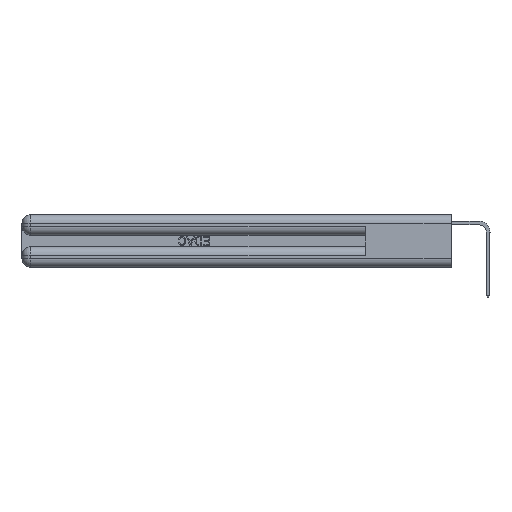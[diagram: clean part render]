
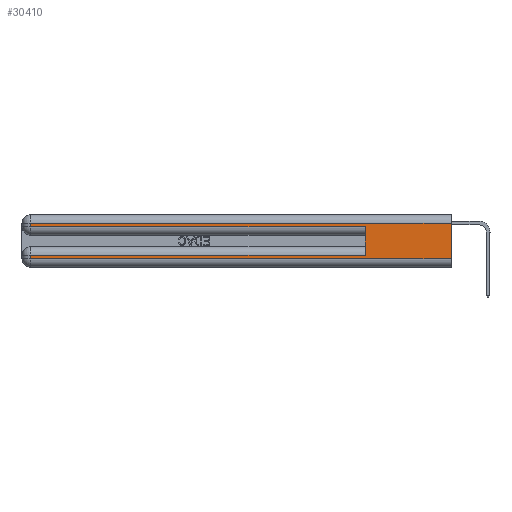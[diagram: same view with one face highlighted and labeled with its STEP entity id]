
A CAD part, left-side view. The second image highlights one B-rep face of the part: STEP entity #30410.
In plain terms, the highlighted planar face has unit normal (-1, 0, 0).
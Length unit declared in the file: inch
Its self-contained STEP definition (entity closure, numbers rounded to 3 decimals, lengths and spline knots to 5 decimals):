
#388 = LINE ( 'NONE', #4590, #14888 ) ;
#428 = CARTESIAN_POINT ( 'NONE',  ( 0., 0., 0.31 ) ) ;
#2189 = EDGE_CURVE ( 'NONE', #29863, #29654, #388, .T. ) ;
#3237 = ORIENTED_EDGE ( 'NONE', *, *, #31260, .F. ) ;
#4120 = VECTOR ( 'NONE', #18531, 39.37008 ) ;
#4590 = CARTESIAN_POINT ( 'NONE',  ( 0., 0., 0.06 ) ) ;
#4812 = DIRECTION ( 'NONE',  ( 1., 0., 0. ) ) ;
#5990 = VERTEX_POINT ( 'NONE', #22734 ) ;
#7282 = EDGE_LOOP ( 'NONE', ( #3237, #17726, #32992, #12183, #28339, #14745, #30877, #10079 ) ) ;
#7336 = LINE ( 'NONE', #15076, #28980 ) ;
#8398 = CARTESIAN_POINT ( 'NONE',  ( 0., 0.6, 0.145 ) ) ;
#8724 = VECTOR ( 'NONE', #17797, 39.37008 ) ;
#10033 = CARTESIAN_POINT ( 'NONE',  ( 0., 0., 0.37 ) ) ;
#10079 = ORIENTED_EDGE ( 'NONE', *, *, #2189, .T. ) ;
#10855 = EDGE_CURVE ( 'NONE', #27360, #14683, #30123, .T. ) ;
#12183 = ORIENTED_EDGE ( 'NONE', *, *, #29726, .T. ) ;
#12683 = EDGE_CURVE ( 'NONE', #14683, #29863, #25801, .T. ) ;
#12765 = DIRECTION ( 'NONE',  ( 0., 0., -1. ) ) ;
#13173 = CARTESIAN_POINT ( 'NONE',  ( 0., 0., 0.085 ) ) ;
#14296 = LINE ( 'NONE', #428, #34225 ) ;
#14666 = VERTEX_POINT ( 'NONE', #16783 ) ;
#14683 = VERTEX_POINT ( 'NONE', #19517 ) ;
#14745 = ORIENTED_EDGE ( 'NONE', *, *, #10855, .T. ) ;
#14888 = VECTOR ( 'NONE', #20994, 39.37008 ) ;
#15076 = CARTESIAN_POINT ( 'NONE',  ( 0., 2.94, 0.37 ) ) ;
#15363 = EDGE_CURVE ( 'NONE', #24107, #14666, #7336, .T. ) ;
#15706 = VECTOR ( 'NONE', #15912, 39.37008 ) ;
#15787 = CARTESIAN_POINT ( 'NONE',  ( 0., 2.94, 0.37 ) ) ;
#15912 = DIRECTION ( 'NONE',  ( 0., 1., 0. ) ) ;
#16315 = FACE_OUTER_BOUND ( 'NONE', #7282, .T. ) ;
#16776 = CARTESIAN_POINT ( 'NONE',  ( 0., 2.94, 0.31 ) ) ;
#16783 = CARTESIAN_POINT ( 'NONE',  ( 0., 2.94, 0.285 ) ) ;
#17208 = VECTOR ( 'NONE', #24654, 39.37008 ) ;
#17726 = ORIENTED_EDGE ( 'NONE', *, *, #34212, .T. ) ;
#17797 = DIRECTION ( 'NONE',  ( 0., -1., 0. ) ) ;
#18531 = DIRECTION ( 'NONE',  ( 0., 0., -1. ) ) ;
#19517 = CARTESIAN_POINT ( 'NONE',  ( 0., 2.94, 0.085 ) ) ;
#20994 = DIRECTION ( 'NONE',  ( 0., -1., 0. ) ) ;
#21093 = CARTESIAN_POINT ( 'NONE',  ( 0., 0., 0.37 ) ) ;
#21125 = CARTESIAN_POINT ( 'NONE',  ( 0., 2.94, 0.06 ) ) ;
#21840 = VERTEX_POINT ( 'NONE', #26464 ) ;
#22734 = CARTESIAN_POINT ( 'NONE',  ( 0., 0.6, 0.285 ) ) ;
#22908 = CARTESIAN_POINT ( 'NONE',  ( 0., 0., 0.06 ) ) ;
#23167 = DIRECTION ( 'NONE',  ( 0., 0., -1. ) ) ;
#23820 = DIRECTION ( 'NONE',  ( 0., 0., -1. ) ) ;
#23879 = CARTESIAN_POINT ( 'NONE',  ( 0., 0.6, 0.085 ) ) ;
#24107 = VERTEX_POINT ( 'NONE', #16776 ) ;
#24319 = LINE ( 'NONE', #10033, #30655 ) ;
#24429 = LINE ( 'NONE', #8398, #17208 ) ;
#24654 = DIRECTION ( 'NONE',  ( 0., 0., 1. ) ) ;
#25801 = LINE ( 'NONE', #15787, #4120 ) ;
#26464 = CARTESIAN_POINT ( 'NONE',  ( 0., 0., 0.31 ) ) ;
#27360 = VERTEX_POINT ( 'NONE', #23879 ) ;
#28339 = ORIENTED_EDGE ( 'NONE', *, *, #35167, .F. ) ;
#28980 = VECTOR ( 'NONE', #23167, 39.37008 ) ;
#29654 = VERTEX_POINT ( 'NONE', #22908 ) ;
#29726 = EDGE_CURVE ( 'NONE', #14666, #5990, #30354, .T. ) ;
#29863 = VERTEX_POINT ( 'NONE', #21125 ) ;
#30123 = LINE ( 'NONE', #13173, #15706 ) ;
#30354 = LINE ( 'NONE', #31304, #8724 ) ;
#30410 = ADVANCED_FACE ( 'NONE', ( #16315 ), #34582, .F. ) ;
#30417 = AXIS2_PLACEMENT_3D ( 'NONE', #21093, #4812, #23820 ) ;
#30655 = VECTOR ( 'NONE', #12765, 39.37008 ) ;
#30877 = ORIENTED_EDGE ( 'NONE', *, *, #12683, .T. ) ;
#31107 = DIRECTION ( 'NONE',  ( 0., 1., 0. ) ) ;
#31260 = EDGE_CURVE ( 'NONE', #21840, #29654, #24319, .T. ) ;
#31304 = CARTESIAN_POINT ( 'NONE',  ( 0., 0., 0.285 ) ) ;
#32992 = ORIENTED_EDGE ( 'NONE', *, *, #15363, .T. ) ;
#34212 = EDGE_CURVE ( 'NONE', #21840, #24107, #14296, .T. ) ;
#34225 = VECTOR ( 'NONE', #31107, 39.37008 ) ;
#34582 = PLANE ( 'NONE',  #30417 ) ;
#35167 = EDGE_CURVE ( 'NONE', #27360, #5990, #24429, .T. ) ;
